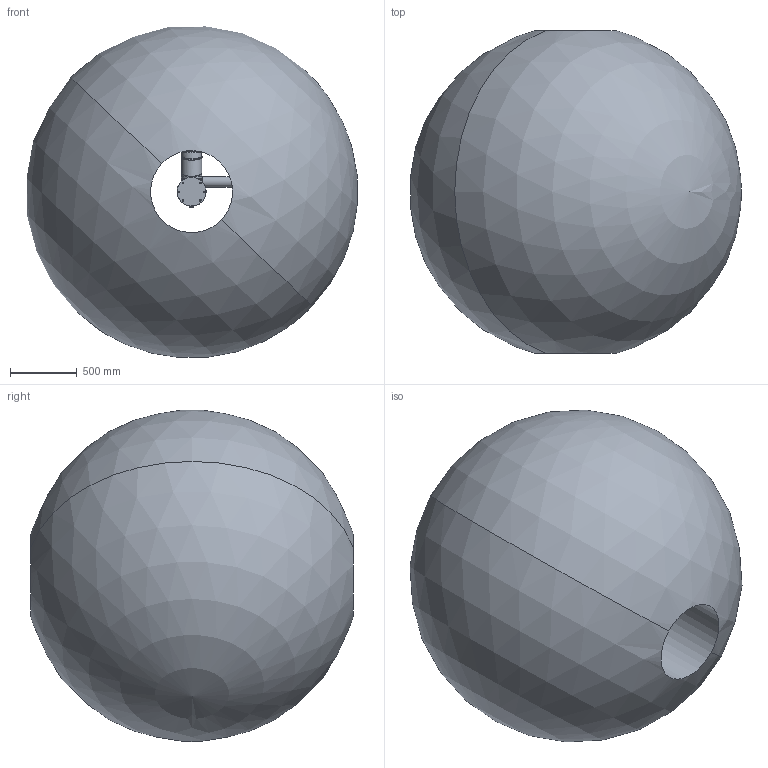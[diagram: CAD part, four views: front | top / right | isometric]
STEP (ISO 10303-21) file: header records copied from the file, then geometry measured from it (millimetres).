
FILE_DESCRIPTION (( 'STEP AP214' ), '1' );
FILE_NAME ('i10H-外发模型（运动范围）.STEP', '2025-10-10T06:10:13', ( '' ), ( '' ), 'SwSTEP 2.0', 'SolidWorks 2024', '' );
FILE_SCHEMA (( 'AUTOMOTIVE_DESIGN' ));
Length unit declared in the file: millimetre
Products named in the file (9): i10-ID1; i10-ID5; i10-大臂; i10-底座; i10-ID6; i10H-外发模型（运动范围）; i10H-运动范围示意图; iS7-末端（简化a）; i10-小臂
Assembly tree (8 placements, depth 2):
  i10H-外发模型（运动范围）
    i10-底座
    i10-ID1
    i10-大臂
    i10-小臂
    i10-ID5
    i10-ID6
    iS7-末端（简化a）
    i10H-运动范围示意图
Bounding box: 2482.69 x 2418.02 x 2483.87 mm (x, y, z)
Volume: 7424932340.2 mm3; surface area: 24763807 mm2
Topology: 14 solids, 30 shells, 2812 faces, 6746 edges, 4112 vertices
Faces by surface type: plane 1069, cylinder 706, bspline 590, cone 335, torus 98, sphere 14
Entity records: 151208 total; most frequent: CARTESIAN_POINT 89722, ORIENTED_EDGE 13352, DIRECTION 11993, EDGE_CURVE 6676, AXIS2_PLACEMENT_3D 4600, VERTEX_POINT 4108, EDGE_LOOP 3022, FACE_OUTER_BOUND 2812
